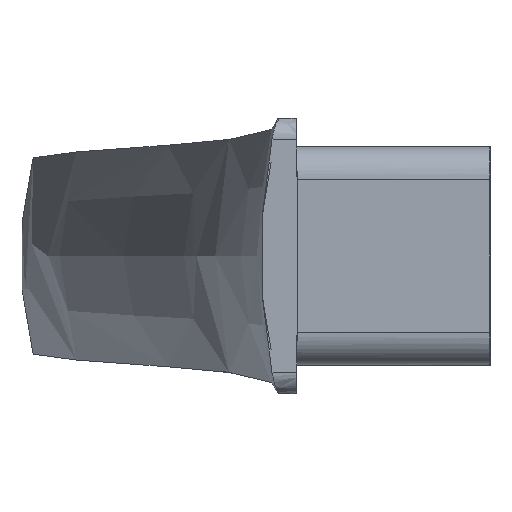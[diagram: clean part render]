
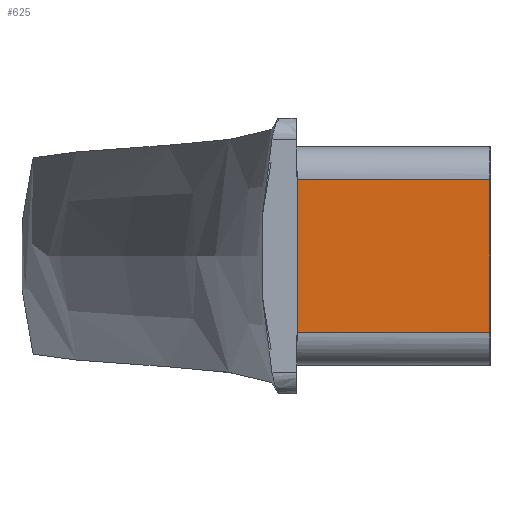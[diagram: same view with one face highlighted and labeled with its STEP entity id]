
A CAD part, left-side view. The second image highlights one B-rep face of the part: STEP entity #625.
In plain terms, the highlighted planar face has unit normal (-1, 0, 0).
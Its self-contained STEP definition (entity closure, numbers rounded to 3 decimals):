
#14 = ORIENTED_EDGE ( 'NONE', *, *, #1471, .F. ) ;
#15 = EDGE_CURVE ( 'NONE', #2088, #176, #1205, .T. ) ;
#30 = LINE ( 'NONE', #2384, #2149 ) ;
#176 = VERTEX_POINT ( 'NONE', #762 ) ;
#333 = CARTESIAN_POINT ( 'NONE',  ( -53., 0., -5. ) ) ;
#409 = CARTESIAN_POINT ( 'NONE',  ( -53., 9.7, -3.5 ) ) ;
#599 = CARTESIAN_POINT ( 'NONE',  ( -53., 9.7, -3.5 ) ) ;
#625 = ADVANCED_FACE ( 'NONE', ( #1151 ), #1745, .F. ) ;
#662 = DIRECTION ( 'NONE',  ( 0., -1., 0. ) ) ;
#709 = ORIENTED_EDGE ( 'NONE', *, *, #913, .F. ) ;
#756 = ORIENTED_EDGE ( 'NONE', *, *, #15, .F. ) ;
#762 = CARTESIAN_POINT ( 'NONE',  ( -53., 0., -3.5 ) ) ;
#913 = EDGE_CURVE ( 'NONE', #1833, #2088, #30, .T. ) ;
#946 = ORIENTED_EDGE ( 'NONE', *, *, #1935, .F. ) ;
#971 = DIRECTION ( 'NONE',  ( 1., 0., 0. ) ) ;
#1151 = FACE_OUTER_BOUND ( 'NONE', #2155, .T. ) ;
#1153 = VECTOR ( 'NONE', #2117, 1000. ) ;
#1185 = CARTESIAN_POINT ( 'NONE',  ( -53., 9.539, 1.171 ) ) ;
#1187 = DIRECTION ( 'NONE',  ( 0., 0., -1. ) ) ;
#1205 = LINE ( 'NONE', #333, #1863 ) ;
#1214 = CARTESIAN_POINT ( 'NONE',  ( -53., 9.539, -1.171 ) ) ;
#1309 = LINE ( 'NONE', #1718, #1153 ) ;
#1347 = DIRECTION ( 'NONE',  ( 0., 0., 1. ) ) ;
#1399 = VERTEX_POINT ( 'NONE', #409 ) ;
#1471 = EDGE_CURVE ( 'NONE', #1399, #1833, #1611, .T. ) ;
#1611 = B_SPLINE_CURVE_WITH_KNOTS ( 'NONE', 3,
 ( #599, #1214, #1185, #1798 ),
 .UNSPECIFIED., .F., .F.,
 ( 4, 4 ),
 ( 0.002, 0.009 ),
 .UNSPECIFIED. ) ;
#1718 = CARTESIAN_POINT ( 'NONE',  ( -53., 21.502, -3.5 ) ) ;
#1745 = PLANE ( 'NONE',  #2573 ) ;
#1770 = CARTESIAN_POINT ( 'NONE',  ( -53., 0., 3.5 ) ) ;
#1798 = CARTESIAN_POINT ( 'NONE',  ( -53., 9.7, 3.5 ) ) ;
#1833 = VERTEX_POINT ( 'NONE', #2290 ) ;
#1863 = VECTOR ( 'NONE', #1187, 1000. ) ;
#1935 = EDGE_CURVE ( 'NONE', #176, #1399, #1309, .T. ) ;
#2088 = VERTEX_POINT ( 'NONE', #1770 ) ;
#2117 = DIRECTION ( 'NONE',  ( 0., 1., 0. ) ) ;
#2149 = VECTOR ( 'NONE', #662, 1000. ) ;
#2155 = EDGE_LOOP ( 'NONE', ( #14, #946, #756, #709 ) ) ;
#2290 = CARTESIAN_POINT ( 'NONE',  ( -53., 9.7, 3.5 ) ) ;
#2345 = CARTESIAN_POINT ( 'NONE',  ( -53., 21.502, -5. ) ) ;
#2384 = CARTESIAN_POINT ( 'NONE',  ( -53., 21.502, 3.5 ) ) ;
#2573 = AXIS2_PLACEMENT_3D ( 'NONE', #2345, #971, #1347 ) ;
